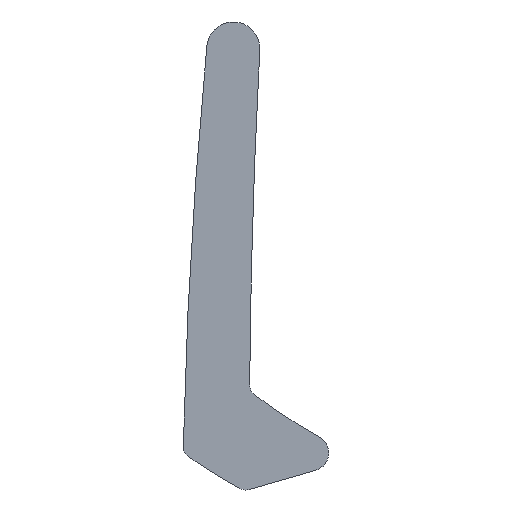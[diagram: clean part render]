
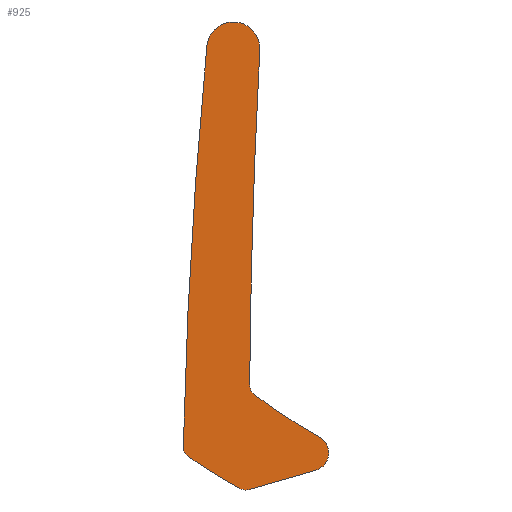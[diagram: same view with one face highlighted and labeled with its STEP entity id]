
A CAD part, left-side view. The second image highlights one B-rep face of the part: STEP entity #925.
In plain terms, the highlighted planar face has unit normal (-1, 0, 0).
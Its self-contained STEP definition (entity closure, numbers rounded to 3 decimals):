
#8 = PLANE ( 'NONE',  #431 ) ;
#25 = ORIENTED_EDGE ( 'NONE', *, *, #919, .F. ) ;
#46 = CARTESIAN_POINT ( 'NONE',  ( -8., -27.495, 2.405 ) ) ;
#77 = CARTESIAN_POINT ( 'NONE',  ( -8., 0.4, 225. ) ) ;
#96 = EDGE_CURVE ( 'Defeature ausgef�hrt2_7+Defeature ausgef�hrt2_1+Defeature ausgef�hrt2_8+Defeature ausgef�hrt2_6', #500, #476, #438, .T. ) ;
#114 = ORIENTED_EDGE ( 'NONE', *, *, #852, .F. ) ;
#122 = CARTESIAN_POINT ( 'NONE',  ( -8., 6.052, -17.724 ) ) ;
#132 = CARTESIAN_POINT ( 'NONE',  ( -8., 35.5, 6. ) ) ;
#135 = DIRECTION ( 'NONE',  ( 0., -1., 0. ) ) ;
#147 = DIRECTION ( 'NONE',  ( 0., -1., 0. ) ) ;
#153 = AXIS2_PLACEMENT_3D ( 'NONE', #246, #731, #532 ) ;
#154 = CARTESIAN_POINT ( 'NONE',  ( -8., -132.081, 246.345 ) ) ;
#167 = DIRECTION ( 'NONE',  ( 0., -1., 0. ) ) ;
#187 = DIRECTION ( 'NONE',  ( 0., -1., 0. ) ) ;
#207 = VECTOR ( 'NONE', #907, 1000. ) ;
#208 = EDGE_CURVE ( 'Defeature ausgef�hrt2_2+Defeature ausgef�hrt2_1+Defeature ausgef�hrt2_3+Defeature ausgef�hrt2_11', #528, #645, #509, .T. ) ;
#215 = VERTEX_POINT ( 'NONE', #769 ) ;
#218 = CIRCLE ( 'NONE', #444, 4000. ) ;
#228 = CARTESIAN_POINT ( 'NONE',  ( -8., 0.421, 224.222 ) ) ;
#231 = AXIS2_PLACEMENT_3D ( 'NONE', #746, #262, #817 ) ;
#246 = CARTESIAN_POINT ( 'NONE',  ( -8., -27.495, 2.405 ) ) ;
#254 = CARTESIAN_POINT ( 'NONE',  ( -8., 29.533, 226.393 ) ) ;
#255 = DIRECTION ( 'NONE',  ( 1., 0., 0. ) ) ;
#262 = DIRECTION ( 'NONE',  ( 1., 0., 0. ) ) ;
#264 = AXIS2_PLACEMENT_3D ( 'NONE', #154, #708, #302 ) ;
#270 = CARTESIAN_POINT ( 'NONE',  ( -8., -30.277, -7.2 ) ) ;
#282 = DIRECTION ( 'NONE',  ( -1., 0., 0. ) ) ;
#297 = DIRECTION ( 'NONE',  ( 1., 0., 0. ) ) ;
#302 = DIRECTION ( 'NONE',  ( 0., -1., 0. ) ) ;
#304 = EDGE_CURVE ( 'Defeature ausgef�hrt2_3+Defeature ausgef�hrt2_1+Defeature ausgef�hrt2_4+Defeature ausgef�hrt2_2', #360, #528, #859, .T. ) ;
#313 = DIRECTION ( 'NONE',  ( 0., 1., 0. ) ) ;
#317 = VERTEX_POINT ( 'NONE', #816 ) ;
#318 = CARTESIAN_POINT ( 'NONE',  ( -8., 6., 40.051 ) ) ;
#335 = AXIS2_PLACEMENT_3D ( 'NONE', #688, #282, #135 ) ;
#343 = AXIS2_PLACEMENT_3D ( 'NONE', #868, #517, #578 ) ;
#349 = CIRCLE ( 'NONE', #400, 10. ) ;
#357 = CARTESIAN_POINT ( 'NONE',  ( -8., -2956.774, -59.904 ) ) ;
#360 = VERTEX_POINT ( 'NONE', #318 ) ;
#364 = VERTEX_POINT ( 'NONE', #254 ) ;
#373 = ORIENTED_EDGE ( 'NONE', *, *, #646, .F. ) ;
#378 = CARTESIAN_POINT ( 'NONE',  ( -8., -45., 270. ) ) ;
#382 = FACE_OUTER_BOUND ( 'NONE', #894, .T. ) ;
#393 = DIRECTION ( 'NONE',  ( -1., 0., 0. ) ) ;
#400 = AXIS2_PLACEMENT_3D ( 'NONE', #46, #255, #607 ) ;
#426 = CIRCLE ( 'NONE', #231, 14.6 ) ;
#429 = EDGE_CURVE ( 'Defeature ausgef�hrt2_11+Defeature ausgef�hrt2_1+Defeature ausgef�hrt2_2+Defeature ausgef�hrt2_10', #645, #474, #882, .T. ) ;
#431 = AXIS2_PLACEMENT_3D ( 'NONE', #378, #721, #167 ) ;
#438 = CIRCLE ( 'NONE', #913, 7. ) ;
#444 = AXIS2_PLACEMENT_3D ( 'NONE', #715, #873, #313 ) ;
#445 = ORIENTED_EDGE ( 'NONE', *, *, #304, .F. ) ;
#464 = CARTESIAN_POINT ( 'NONE',  ( -8., 3.238, 34.428 ) ) ;
#474 = VERTEX_POINT ( 'NONE', #730 ) ;
#476 = VERTEX_POINT ( 'NONE', #807 ) ;
#492 = ORIENTED_EDGE ( 'NONE', *, *, #719, .F. ) ;
#500 = VERTEX_POINT ( 'NONE', #885 ) ;
#509 = CIRCLE ( 'NONE', #335, 300. ) ;
#511 = CIRCLE ( 'NONE', #264, 300. ) ;
#513 = LINE ( 'NONE', #270, #207 ) ;
#517 = DIRECTION ( 'NONE',  ( 1., 0., 0. ) ) ;
#518 = ORIENTED_EDGE ( 'NONE', *, *, #898, .F. ) ;
#528 = VERTEX_POINT ( 'NONE', #464 ) ;
#530 = ORIENTED_EDGE ( 'NONE', *, *, #691, .F. ) ;
#532 = DIRECTION ( 'NONE',  ( 0., -1., 0. ) ) ;
#538 = ORIENTED_EDGE ( 'NONE', *, *, #620, .F. ) ;
#564 = CIRCLE ( 'NONE', #649, 14.6 ) ;
#578 = DIRECTION ( 'NONE',  ( 0., -1., 0. ) ) ;
#607 = DIRECTION ( 'NONE',  ( 0., -1., 0. ) ) ;
#620 = EDGE_CURVE ( 'Defeature ausgef�hrt2_5+Defeature ausgef�hrt2_1+Defeature ausgef�hrt2_6+Defeature ausgef�hrt2_4', #864, #921, #426, .T. ) ;
#628 = ORIENTED_EDGE ( 'NONE', *, *, #429, .F. ) ;
#629 = ORIENTED_EDGE ( 'NONE', *, *, #790, .F. ) ;
#645 = VERTEX_POINT ( 'NONE', #890 ) ;
#646 = EDGE_CURVE ( 'Defeature ausgef�hrt2_11+Defeature ausgef�hrt2_1+Defeature ausgef�hrt2_2+Defeature ausgef�hrt2_10', #474, #215, #349, .T. ) ;
#649 = AXIS2_PLACEMENT_3D ( 'NONE', #896, #822, #893 ) ;
#657 = AXIS2_PLACEMENT_3D ( 'NONE', #895, #393, #187 ) ;
#686 = DIRECTION ( 'NONE',  ( 1., 0., 0. ) ) ;
#688 = CARTESIAN_POINT ( 'NONE',  ( -8., -178.376, 273.21 ) ) ;
#690 = VERTEX_POINT ( 'NONE', #122 ) ;
#691 = EDGE_CURVE ( 'Defeature ausgef�hrt2_5+Defeature ausgef�hrt2_1+Defeature ausgef�hrt2_6+Defeature ausgef�hrt2_4', #364, #864, #564, .T. ) ;
#708 = DIRECTION ( 'NONE',  ( 1., 0., 0. ) ) ;
#715 = CARTESIAN_POINT ( 'NONE',  ( -8., -3993.895, 11.053 ) ) ;
#719 = EDGE_CURVE ( 'Defeature ausgef�hrt2_10+Defeature ausgef�hrt2_1+Defeature ausgef�hrt2_11+Defeature ausgef�hrt2_9', #215, #690, #513, .T. ) ;
#721 = DIRECTION ( 'NONE',  ( 1., 0., 0. ) ) ;
#723 = ORIENTED_EDGE ( 'NONE', *, *, #208, .F. ) ;
#730 = CARTESIAN_POINT ( 'NONE',  ( -8., -37.495, 2.405 ) ) ;
#731 = DIRECTION ( 'NONE',  ( 1., 0., 0. ) ) ;
#746 = CARTESIAN_POINT ( 'NONE',  ( -8., 15., 225. ) ) ;
#769 = CARTESIAN_POINT ( 'NONE',  ( -8., -30.277, -7.2 ) ) ;
#790 = EDGE_CURVE ( 'Defeature ausgef�hrt2_6+Defeature ausgef�hrt2_1+Defeature ausgef�hrt2_7+Defeature ausgef�hrt2_5', #476, #364, #838, .T. ) ;
#807 = CARTESIAN_POINT ( 'NONE',  ( -8., 42.498, 6.154 ) ) ;
#816 = CARTESIAN_POINT ( 'NONE',  ( -8., 11.347, -17.148 ) ) ;
#817 = DIRECTION ( 'NONE',  ( 0., -1., 0. ) ) ;
#821 = ORIENTED_EDGE ( 'NONE', *, *, #96, .F. ) ;
#822 = DIRECTION ( 'NONE',  ( 1., 0., 0. ) ) ;
#838 = CIRCLE ( 'NONE', #879, 3000. ) ;
#852 = EDGE_CURVE ( 'Defeature ausgef�hrt2_8+Defeature ausgef�hrt2_1+Defeature ausgef�hrt2_9+Defeature ausgef�hrt2_7', #317, #500, #511, .T. ) ;
#859 = CIRCLE ( 'NONE', #657, 7. ) ;
#864 = VERTEX_POINT ( 'NONE', #77 ) ;
#868 = CARTESIAN_POINT ( 'NONE',  ( -8., 8., -11. ) ) ;
#873 = DIRECTION ( 'NONE',  ( -1., 0., 0. ) ) ;
#879 = AXIS2_PLACEMENT_3D ( 'NONE', #357, #297, #147 ) ;
#882 = CIRCLE ( 'NONE', #153, 10. ) ;
#885 = CARTESIAN_POINT ( 'NONE',  ( -8., 39.504, 0.258 ) ) ;
#890 = CARTESIAN_POINT ( 'NONE',  ( -8., -32.362, 11.141 ) ) ;
#893 = DIRECTION ( 'NONE',  ( 0., -1., 0. ) ) ;
#894 = EDGE_LOOP ( 'NONE', ( #723, #445, #25, #538, #530, #629, #821, #114, #518, #492, #373, #628 ) ) ;
#895 = CARTESIAN_POINT ( 'NONE',  ( -8., -1., 40. ) ) ;
#896 = CARTESIAN_POINT ( 'NONE',  ( -8., 15., 225. ) ) ;
#898 = EDGE_CURVE ( 'Defeature ausgef�hrt2_9+Defeature ausgef�hrt2_1+Defeature ausgef�hrt2_10+Defeature ausgef�hrt2_8', #690, #317, #905, .T. ) ;
#902 = DIRECTION ( 'NONE',  ( 0., -1., 0. ) ) ;
#905 = CIRCLE ( 'NONE', #343, 7. ) ;
#907 = DIRECTION ( 'NONE',  ( 0., 0.961, -0.278 ) ) ;
#913 = AXIS2_PLACEMENT_3D ( 'NONE', #132, #686, #902 ) ;
#919 = EDGE_CURVE ( 'Defeature ausgef�hrt2_4+Defeature ausgef�hrt2_1+Defeature ausgef�hrt2_5+Defeature ausgef�hrt2_3', #921, #360, #218, .T. ) ;
#921 = VERTEX_POINT ( 'NONE', #228 ) ;
#925 = ADVANCED_FACE ( 'Defeature ausgef�hrt2_1', ( #382 ), #8, .F. ) ;
